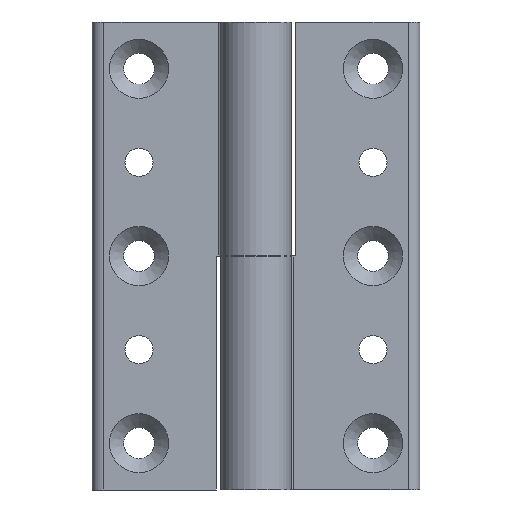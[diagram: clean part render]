
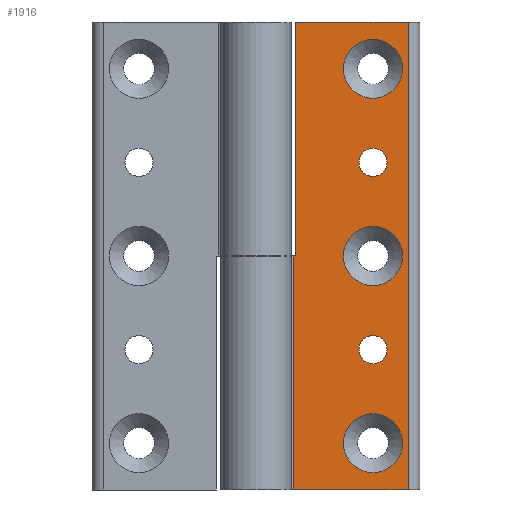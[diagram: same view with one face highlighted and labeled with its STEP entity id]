
A CAD part, front view. The second image highlights one B-rep face of the part: STEP entity #1916.
In plain terms, the highlighted face is planar.
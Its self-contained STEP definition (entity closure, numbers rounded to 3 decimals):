
#951=CIRCLE('',#1816,3.);
#952=CIRCLE('',#1817,6.3);
#953=CIRCLE('',#1818,6.3);
#954=CIRCLE('',#1819,6.3);
#955=CIRCLE('',#1820,3.);
#1021=ORIENTED_EDGE('',*,*,#1322,.F.);
#1022=ORIENTED_EDGE('',*,*,#1336,.F.);
#1023=ORIENTED_EDGE('',*,*,#1337,.F.);
#1024=ORIENTED_EDGE('',*,*,#1334,.F.);
#1025=ORIENTED_EDGE('',*,*,#1332,.F.);
#1026=ORIENTED_EDGE('',*,*,#1329,.T.);
#1027=ORIENTED_EDGE('',*,*,#1338,.F.);
#1028=ORIENTED_EDGE('',*,*,#1339,.F.);
#1029=ORIENTED_EDGE('',*,*,#1340,.F.);
#1030=ORIENTED_EDGE('',*,*,#1341,.F.);
#1031=ORIENTED_EDGE('',*,*,#1342,.F.);
#1163=VECTOR('',#1591,1.);
#1167=VECTOR('',#1605,1.);
#1169=VECTOR('',#1611,1.);
#1170=VECTOR('',#1616,1.);
#1172=VECTOR('',#1620,1.);
#1173=VECTOR('',#1621,1.);
#1205=LINE('',#1992,#1163);
#1209=LINE('',#2005,#1167);
#1211=LINE('',#2010,#1169);
#1212=LINE('',#2015,#1170);
#1214=LINE('',#2019,#1172);
#1215=LINE('',#2020,#1173);
#1253=VERTEX_POINT('',#1989);
#1254=VERTEX_POINT('',#1991);
#1258=VERTEX_POINT('',#2003);
#1259=VERTEX_POINT('',#2007);
#1261=VERTEX_POINT('',#2014);
#1262=VERTEX_POINT('',#2018);
#1263=VERTEX_POINT('',#2021);
#1264=VERTEX_POINT('',#2023);
#1265=VERTEX_POINT('',#2025);
#1266=VERTEX_POINT('',#2027);
#1267=VERTEX_POINT('',#2029);
#1322=EDGE_CURVE('',#1253,#1254,#1205,.T.);
#1329=EDGE_CURVE('',#1258,#1254,#1209,.T.);
#1332=EDGE_CURVE('',#1258,#1259,#1211,.T.);
#1334=EDGE_CURVE('',#1259,#1261,#1212,.T.);
#1336=EDGE_CURVE('',#1262,#1253,#1214,.T.);
#1337=EDGE_CURVE('',#1261,#1262,#1215,.T.);
#1338=EDGE_CURVE('',#1263,#1263,#951,.T.);
#1339=EDGE_CURVE('',#1264,#1264,#952,.T.);
#1340=EDGE_CURVE('',#1265,#1265,#953,.T.);
#1341=EDGE_CURVE('',#1266,#1266,#954,.T.);
#1342=EDGE_CURVE('',#1267,#1267,#955,.T.);
#1406=EDGE_LOOP('',(#1021,#1022,#1023,#1024,#1025,#1026));
#1407=EDGE_LOOP('',(#1027));
#1408=EDGE_LOOP('',(#1028));
#1409=EDGE_LOOP('',(#1029));
#1410=EDGE_LOOP('',(#1030));
#1411=EDGE_LOOP('',(#1031));
#1492=FACE_BOUND('',#1406,.T.);
#1493=FACE_BOUND('',#1407,.T.);
#1494=FACE_BOUND('',#1408,.T.);
#1495=FACE_BOUND('',#1409,.T.);
#1496=FACE_BOUND('',#1410,.T.);
#1497=FACE_BOUND('',#1411,.T.);
#1591=DIRECTION('',(-24.5,0.,0.));
#1605=DIRECTION('',(0.,0.,50.));
#1611=DIRECTION('',(0.5,0.,0.));
#1616=DIRECTION('',(0.,0.,-50.));
#1618=DIRECTION('',(0.,1.,0.));
#1619=DIRECTION('',(1.,0.,0.));
#1620=DIRECTION('',(0.,0.,100.));
#1621=DIRECTION('',(24.,0.,0.));
#1622=DIRECTION('',(0.,1.,0.));
#1623=DIRECTION('',(0.,0.,-3.));
#1624=DIRECTION('',(0.,1.,0.));
#1625=DIRECTION('',(0.,0.,-6.3));
#1626=DIRECTION('',(0.,1.,0.));
#1627=DIRECTION('',(0.,0.,-6.3));
#1628=DIRECTION('',(0.,1.,0.));
#1629=DIRECTION('',(0.,0.,-6.3));
#1630=DIRECTION('',(0.,1.,0.));
#1631=DIRECTION('',(0.,0.,-3.));
#1815=AXIS2_PLACEMENT_3D('',#2017,#1618,#1619);
#1816=AXIS2_PLACEMENT_3D('',#2022,#1622,#1623);
#1817=AXIS2_PLACEMENT_3D('',#2024,#1624,#1625);
#1818=AXIS2_PLACEMENT_3D('',#2026,#1626,#1627);
#1819=AXIS2_PLACEMENT_3D('',#2028,#1628,#1629);
#1820=AXIS2_PLACEMENT_3D('',#2030,#1630,#1631);
#1897=PLANE('',#1815);
#1916=ADVANCED_FACE('',(#1492,#1493,#1494,#1495,#1496,#1497),#1897,.T.);
#1989=CARTESIAN_POINT('',(98.29,-13.492,100.));
#1991=CARTESIAN_POINT('',(73.79,-13.492,100.));
#1992=CARTESIAN_POINT('',(98.29,-13.492,100.));
#2003=CARTESIAN_POINT('',(73.79,-13.492,50.));
#2005=CARTESIAN_POINT('',(73.79,-13.492,50.));
#2007=CARTESIAN_POINT('',(74.29,-13.492,50.));
#2010=CARTESIAN_POINT('',(73.79,-13.492,50.));
#2014=CARTESIAN_POINT('',(74.29,-13.492,0.));
#2015=CARTESIAN_POINT('',(74.29,-13.492,50.));
#2017=CARTESIAN_POINT('',(98.29,-13.492,0.));
#2018=CARTESIAN_POINT('',(98.29,-13.492,0.));
#2019=CARTESIAN_POINT('',(98.29,-13.492,0.));
#2020=CARTESIAN_POINT('',(74.29,-13.492,0.));
#2021=CARTESIAN_POINT('',(90.79,-13.492,67.));
#2022=CARTESIAN_POINT('',(90.79,-13.492,70.));
#2023=CARTESIAN_POINT('',(90.79,-13.492,3.7));
#2024=CARTESIAN_POINT('',(90.79,-13.492,10.));
#2025=CARTESIAN_POINT('',(90.79,-13.492,43.7));
#2026=CARTESIAN_POINT('',(90.79,-13.492,50.));
#2027=CARTESIAN_POINT('',(90.79,-13.492,83.7));
#2028=CARTESIAN_POINT('',(90.79,-13.492,90.));
#2029=CARTESIAN_POINT('',(90.79,-13.492,27.));
#2030=CARTESIAN_POINT('',(90.79,-13.492,30.));
